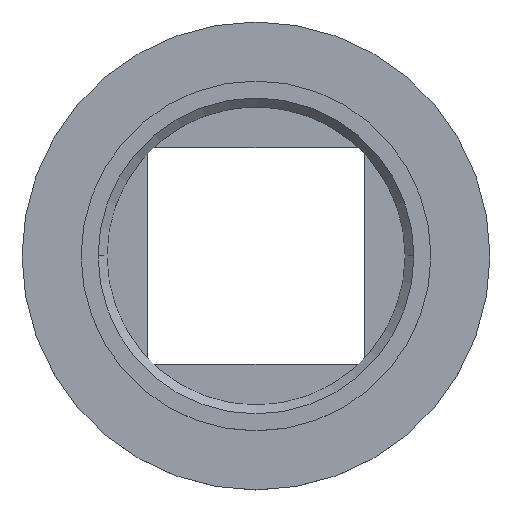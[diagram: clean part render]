
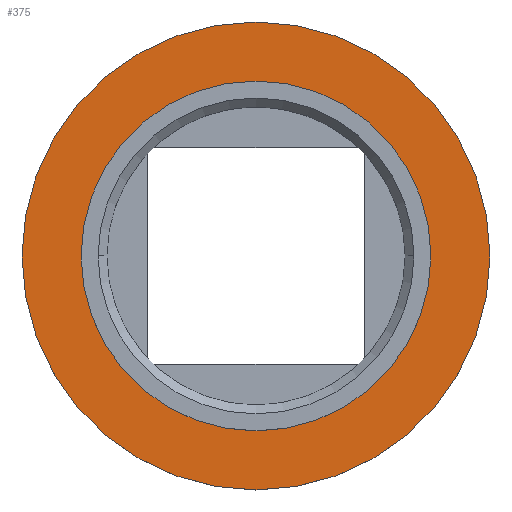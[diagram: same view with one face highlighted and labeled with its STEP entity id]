
A CAD part, top view. The second image highlights one B-rep face of the part: STEP entity #375.
In plain terms, the highlighted planar face has unit normal (0, 0, 1).
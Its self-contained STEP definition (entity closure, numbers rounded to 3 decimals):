
#12 = EDGE_CURVE ( 'NONE', #658, #299, #42, .T. ) ;
#22 = EDGE_CURVE ( 'NONE', #404, #616, #277, .T. ) ;
#27 = DIRECTION ( 'NONE',  ( 1., 0., 0. ) ) ;
#42 = CIRCLE ( 'NONE', #397, 8. ) ;
#43 = CARTESIAN_POINT ( 'NONE',  ( 0., 0., 0.65 ) ) ;
#54 = EDGE_LOOP ( 'NONE', ( #605, #92 ) ) ;
#89 = DIRECTION ( 'NONE',  ( 1., 0., 0. ) ) ;
#92 = ORIENTED_EDGE ( 'NONE', *, *, #171, .T. ) ;
#109 = FACE_OUTER_BOUND ( 'NONE', #54, .T. ) ;
#153 = CARTESIAN_POINT ( 'NONE',  ( 0., 0., 0.65 ) ) ;
#158 = FACE_BOUND ( 'NONE', #316, .T. ) ;
#166 = DIRECTION ( 'NONE',  ( 1., 0., 0. ) ) ;
#171 = EDGE_CURVE ( 'NONE', #299, #658, #484, .T. ) ;
#193 = AXIS2_PLACEMENT_3D ( 'NONE', #229, #489, #27 ) ;
#210 = DIRECTION ( 'NONE',  ( 0., 0., 1. ) ) ;
#229 = CARTESIAN_POINT ( 'NONE',  ( 0., 0., 0.65 ) ) ;
#237 = CARTESIAN_POINT ( 'NONE',  ( 5.98, 0., 0.65 ) ) ;
#238 = AXIS2_PLACEMENT_3D ( 'NONE', #43, #210, #89 ) ;
#242 = CARTESIAN_POINT ( 'NONE',  ( 0., 0., 0.65 ) ) ;
#255 = DIRECTION ( 'NONE',  ( 1., 0., 0. ) ) ;
#277 = CIRCLE ( 'NONE', #238, 5.98 ) ;
#287 = CIRCLE ( 'NONE', #673, 5.98 ) ;
#297 = DIRECTION ( 'NONE',  ( 0., 0., 1. ) ) ;
#299 = VERTEX_POINT ( 'NONE', #448 ) ;
#300 = EDGE_CURVE ( 'NONE', #616, #404, #287, .T. ) ;
#316 = EDGE_LOOP ( 'NONE', ( #343, #451 ) ) ;
#343 = ORIENTED_EDGE ( 'NONE', *, *, #22, .F. ) ;
#358 = CARTESIAN_POINT ( 'NONE',  ( -5.98, 0., 0.65 ) ) ;
#373 = AXIS2_PLACEMENT_3D ( 'NONE', #153, #637, #166 ) ;
#375 = ADVANCED_FACE ( 'NONE', ( #158, #109 ), #421, .T. ) ;
#397 = AXIS2_PLACEMENT_3D ( 'NONE', #465, #525, #255 ) ;
#404 = VERTEX_POINT ( 'NONE', #358 ) ;
#421 = PLANE ( 'NONE',  #373 ) ;
#448 = CARTESIAN_POINT ( 'NONE',  ( 8., 0., 0.65 ) ) ;
#451 = ORIENTED_EDGE ( 'NONE', *, *, #300, .F. ) ;
#453 = DIRECTION ( 'NONE',  ( 1., 0., 0. ) ) ;
#465 = CARTESIAN_POINT ( 'NONE',  ( 0., 0., 0.65 ) ) ;
#484 = CIRCLE ( 'NONE', #193, 8. ) ;
#489 = DIRECTION ( 'NONE',  ( 0., 0., 1. ) ) ;
#525 = DIRECTION ( 'NONE',  ( 0., 0., 1. ) ) ;
#560 = CARTESIAN_POINT ( 'NONE',  ( -8., 0., 0.65 ) ) ;
#605 = ORIENTED_EDGE ( 'NONE', *, *, #12, .T. ) ;
#616 = VERTEX_POINT ( 'NONE', #237 ) ;
#637 = DIRECTION ( 'NONE',  ( 0., 0., 1. ) ) ;
#658 = VERTEX_POINT ( 'NONE', #560 ) ;
#673 = AXIS2_PLACEMENT_3D ( 'NONE', #242, #297, #453 ) ;
